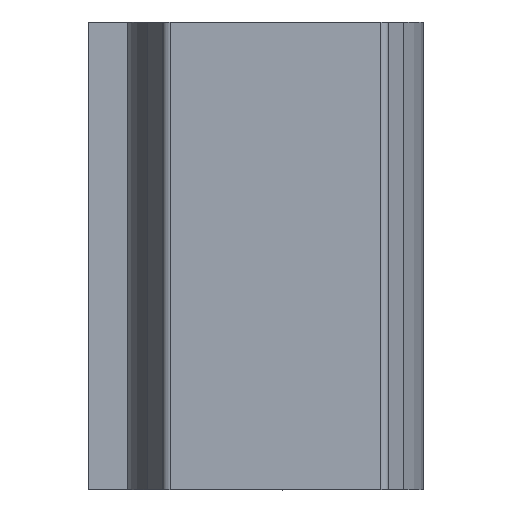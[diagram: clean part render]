
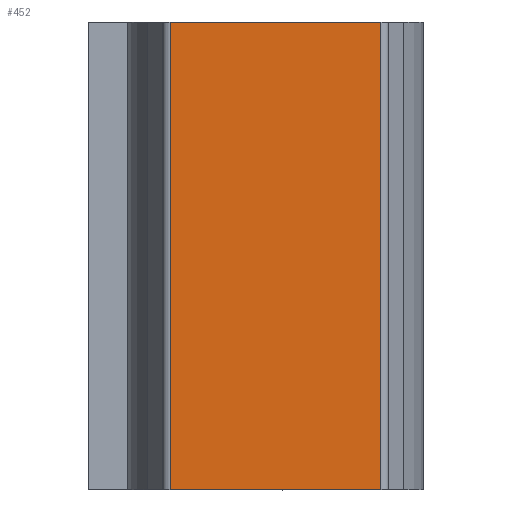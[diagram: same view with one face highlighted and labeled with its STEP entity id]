
A CAD part, top view. The second image highlights one B-rep face of the part: STEP entity #452.
In plain terms, the highlighted planar face has unit normal (0, 0, 1).
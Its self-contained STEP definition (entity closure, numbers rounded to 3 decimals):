
#425=AXIS2_PLACEMENT_3D('Plane Axis2P3D',#422,#423,#424) ;
#393=CARTESIAN_POINT('Vertex',(2.1,0.,7.932)) ;
#396=CARTESIAN_POINT('Line Origine',(2.1,6.,7.932)) ;
#400=CARTESIAN_POINT('Vertex',(2.1,12.,7.932)) ;
#422=CARTESIAN_POINT('Axis2P3D Location',(4.8,6.,7.932)) ;
#427=CARTESIAN_POINT('Line Origine',(4.8,12.,7.932)) ;
#431=CARTESIAN_POINT('Vertex',(7.5,12.,7.932)) ;
#434=CARTESIAN_POINT('Line Origine',(4.8,0.,7.932)) ;
#438=CARTESIAN_POINT('Vertex',(7.5,0.,7.932)) ;
#441=CARTESIAN_POINT('Line Origine',(7.5,6.,7.932)) ;
#397=DIRECTION('Vector Direction',(0.,1.,0.)) ;
#423=DIRECTION('Axis2P3D Direction',(0.,0.,1.)) ;
#424=DIRECTION('Axis2P3D XDirection',(1.,0.,0.)) ;
#428=DIRECTION('Vector Direction',(1.,0.,0.)) ;
#435=DIRECTION('Vector Direction',(-1.,0.,0.)) ;
#442=DIRECTION('Vector Direction',(0.,1.,0.)) ;
#398=VECTOR('Line Direction',#397,1.) ;
#429=VECTOR('Line Direction',#428,1.) ;
#436=VECTOR('Line Direction',#435,1.) ;
#443=VECTOR('Line Direction',#442,1.) ;
#447=ORIENTED_EDGE('',*,*,#433,.T.) ;
#448=ORIENTED_EDGE('',*,*,#402,.T.) ;
#449=ORIENTED_EDGE('',*,*,#440,.T.) ;
#450=ORIENTED_EDGE('',*,*,#445,.T.) ;
#452=ADVANCED_FACE('S3D gedreht',(#451),#426,.T.) ;
#402=EDGE_CURVE('',#401,#394,#399,.F.) ;
#433=EDGE_CURVE('',#432,#401,#430,.F.) ;
#440=EDGE_CURVE('',#394,#439,#437,.F.) ;
#445=EDGE_CURVE('',#439,#432,#444,.T.) ;
#446=EDGE_LOOP('',(#447,#448,#449,#450)) ;
#451=FACE_OUTER_BOUND('',#446,.T.) ;
#399=LINE('Line',#396,#398) ;
#430=LINE('Line',#427,#429) ;
#437=LINE('Line',#434,#436) ;
#444=LINE('Line',#441,#443) ;
#426=PLANE('',#425) ;
#394=VERTEX_POINT('',#393) ;
#401=VERTEX_POINT('',#400) ;
#432=VERTEX_POINT('',#431) ;
#439=VERTEX_POINT('',#438) ;
